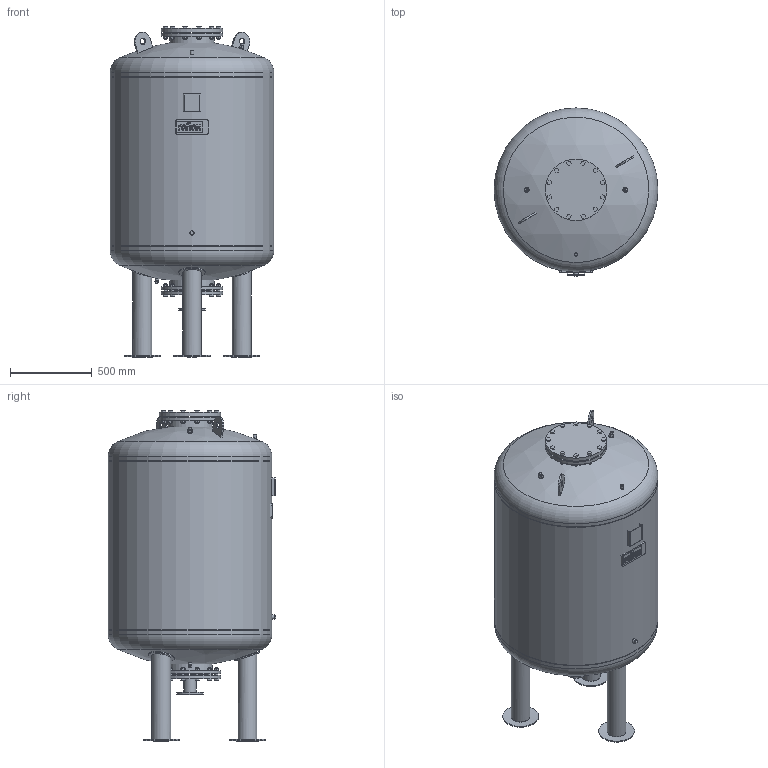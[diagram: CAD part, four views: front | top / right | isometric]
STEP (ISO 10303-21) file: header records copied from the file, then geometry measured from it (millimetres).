
FILE_DESCRIPTION(/* description */ (''),/* implementation_level */ '2;1');
FILE_NAME(/* name */ '3d_ReflexomatRF1000_6bar-8652005.stp',/* time_stamp */ '2024-09-24T14:55:54+02:00',/* author */ ('Andrzej'),/* organization */ (''),/* preprocessor_version */ 'ST-DEVELOPER v16.13',/* originating_system */ 'AutoCAD Mechanical',/* authorisation */ '');
FILE_SCHEMA (('AUTOMOTIVE_DESIGN { 1 0 10303 214 3 1 1 }'));
Length unit declared in the file: millimetre
Products named in the file (1): Product
Bounding box: 1000 x 1024 x 2016.39 mm (x, y, z)
Volume: 1062401585.7 mm3; surface area: 11204409.5 mm2
Topology: 24 solids, 27 shells, 825 faces, 1974 edges, 1298 vertices
Faces by surface type: plane 585, cylinder 181, cone 35, sphere 15, torus 9
Full cylindrical faces by diameter (mm): 3 x1, 14 x4, 14.95 x1, 15.6 x2, 16 x48, 19 x1, 21.3 x3, 26.9 x1, 27 x1, 30 x2, 38 x2, 76.1 x2, 107 x3, 114.3 x3, 160 x4, 220 x3, 260.4 x2, 272.4 x1, 273 x1, 375 x4, 1000 x3
Entity records: 23256 total; most frequent: CARTESIAN_POINT 4220, DIRECTION 3883, ORIENTED_EDGE 3618, EDGE_CURVE 1809, LINE 1369, VECTOR 1369, VERTEX_POINT 1268, AXIS2_PLACEMENT_3D 1257
